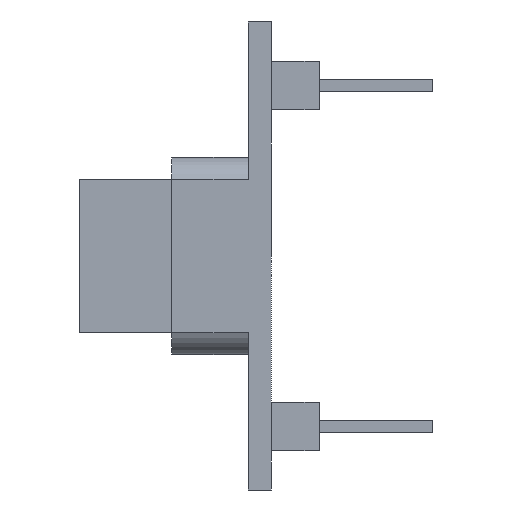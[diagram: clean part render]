
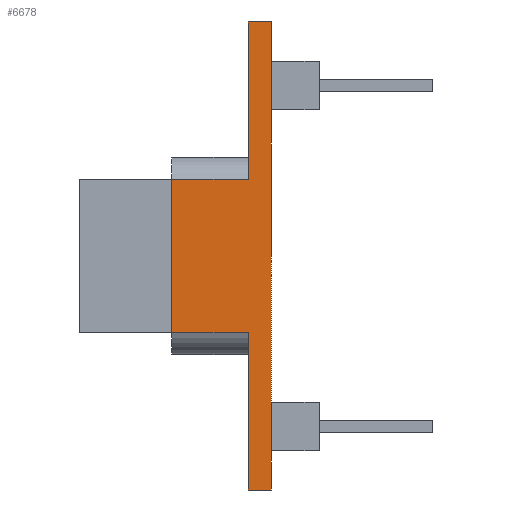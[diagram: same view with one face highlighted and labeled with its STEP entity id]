
A CAD part, left-side view. The second image highlights one B-rep face of the part: STEP entity #6678.
In plain terms, the highlighted planar face has unit normal (-1, 0, 0).
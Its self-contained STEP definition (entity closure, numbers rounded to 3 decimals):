
#38 = DIRECTION ( 'NONE',  ( 1., 0., 0. ) ) ;
#168 = DIRECTION ( 'NONE',  ( 0., 0., 1. ) ) ;
#228 = AXIS2_PLACEMENT_3D ( 'NONE', #4350, #38, #2299 ) ;
#278 = VECTOR ( 'NONE', #7998, 1000. ) ;
#368 = CARTESIAN_POINT ( 'NONE',  ( -28.5, 1.2, 12.2 ) ) ;
#412 = DIRECTION ( 'NONE',  ( 0., 0., 1. ) ) ;
#441 = EDGE_CURVE ( 'NONE', #9187, #2431, #7202, .T. ) ;
#473 = ORIENTED_EDGE ( 'NONE', *, *, #2284, .F. ) ;
#598 = CARTESIAN_POINT ( 'NONE',  ( -28.5, 5.2, 4. ) ) ;
#949 = CARTESIAN_POINT ( 'NONE',  ( -28.5, 1.2, -12.2 ) ) ;
#1000 = VERTEX_POINT ( 'NONE', #4245 ) ;
#1481 = LINE ( 'NONE', #3202, #5691 ) ;
#1543 = VECTOR ( 'NONE', #5505, 1000. ) ;
#1562 = ORIENTED_EDGE ( 'NONE', *, *, #441, .F. ) ;
#1742 = ORIENTED_EDGE ( 'NONE', *, *, #6321, .F. ) ;
#1783 = DIRECTION ( 'NONE',  ( 0., -1., 0. ) ) ;
#1848 = DIRECTION ( 'NONE',  ( 0., -1., 0. ) ) ;
#1942 = LINE ( 'NONE', #3249, #7925 ) ;
#2013 = DIRECTION ( 'NONE',  ( 0., -1., 0. ) ) ;
#2151 = CARTESIAN_POINT ( 'NONE',  ( -28.5, 1.2, 12.2 ) ) ;
#2284 = EDGE_CURVE ( 'NONE', #5504, #6397, #2705, .T. ) ;
#2299 = DIRECTION ( 'NONE',  ( 0., 0., -1. ) ) ;
#2328 = VECTOR ( 'NONE', #168, 1000. ) ;
#2425 = VECTOR ( 'NONE', #2013, 1000. ) ;
#2431 = VERTEX_POINT ( 'NONE', #8758 ) ;
#2468 = ORIENTED_EDGE ( 'NONE', *, *, #8883, .F. ) ;
#2545 = EDGE_CURVE ( 'NONE', #8958, #9187, #1481, .T. ) ;
#2705 = LINE ( 'NONE', #368, #4162 ) ;
#3001 = ORIENTED_EDGE ( 'NONE', *, *, #9020, .T. ) ;
#3096 = LINE ( 'NONE', #7969, #2328 ) ;
#3125 = CARTESIAN_POINT ( 'NONE',  ( -28.5, 5.2, -4. ) ) ;
#3202 = CARTESIAN_POINT ( 'NONE',  ( -28.5, 5.2, 4. ) ) ;
#3249 = CARTESIAN_POINT ( 'NONE',  ( -28.5, 1.2, -12.2 ) ) ;
#3638 = LINE ( 'NONE', #2151, #278 ) ;
#3843 = EDGE_CURVE ( 'NONE', #1000, #6397, #8672, .T. ) ;
#4162 = VECTOR ( 'NONE', #1783, 1000. ) ;
#4245 = CARTESIAN_POINT ( 'NONE',  ( -28.5, 0., -12.2 ) ) ;
#4350 = CARTESIAN_POINT ( 'NONE',  ( -28.5, 1.2, 12.2 ) ) ;
#4648 = LINE ( 'NONE', #6147, #1543 ) ;
#4665 = CARTESIAN_POINT ( 'NONE',  ( -28.5, 1.2, 12.2 ) ) ;
#5113 = PLANE ( 'NONE',  #228 ) ;
#5352 = CARTESIAN_POINT ( 'NONE',  ( -28.5, 0., 12.2 ) ) ;
#5504 = VERTEX_POINT ( 'NONE', #4665 ) ;
#5505 = DIRECTION ( 'NONE',  ( 0., -1., 0. ) ) ;
#5691 = VECTOR ( 'NONE', #412, 1000. ) ;
#6138 = VECTOR ( 'NONE', #7824, 1000. ) ;
#6147 = CARTESIAN_POINT ( 'NONE',  ( -28.5, 5.2, -4. ) ) ;
#6236 = VERTEX_POINT ( 'NONE', #949 ) ;
#6268 = CARTESIAN_POINT ( 'NONE',  ( -28.5, 5.2, 4. ) ) ;
#6321 = EDGE_CURVE ( 'NONE', #6236, #7836, #3096, .T. ) ;
#6397 = VERTEX_POINT ( 'NONE', #5352 ) ;
#6678 = ADVANCED_FACE ( 'NONE', ( #7079 ), #5113, .F. ) ;
#6708 = EDGE_LOOP ( 'NONE', ( #7116, #473, #2468, #1562, #7142, #6924, #1742, #3001 ) ) ;
#6924 = ORIENTED_EDGE ( 'NONE', *, *, #8606, .T. ) ;
#7049 = CARTESIAN_POINT ( 'NONE',  ( -28.5, 1.2, -4. ) ) ;
#7079 = FACE_OUTER_BOUND ( 'NONE', #6708, .T. ) ;
#7116 = ORIENTED_EDGE ( 'NONE', *, *, #3843, .T. ) ;
#7142 = ORIENTED_EDGE ( 'NONE', *, *, #2545, .F. ) ;
#7202 = LINE ( 'NONE', #6268, #2425 ) ;
#7824 = DIRECTION ( 'NONE',  ( 0., 0., 1. ) ) ;
#7836 = VERTEX_POINT ( 'NONE', #7049 ) ;
#7925 = VECTOR ( 'NONE', #1848, 1000. ) ;
#7969 = CARTESIAN_POINT ( 'NONE',  ( -28.5, 1.2, 12.2 ) ) ;
#7998 = DIRECTION ( 'NONE',  ( 0., 0., 1. ) ) ;
#8424 = CARTESIAN_POINT ( 'NONE',  ( -28.5, 0., 12.2 ) ) ;
#8606 = EDGE_CURVE ( 'NONE', #8958, #7836, #4648, .T. ) ;
#8672 = LINE ( 'NONE', #8424, #6138 ) ;
#8758 = CARTESIAN_POINT ( 'NONE',  ( -28.5, 1.2, 4. ) ) ;
#8883 = EDGE_CURVE ( 'NONE', #2431, #5504, #3638, .T. ) ;
#8958 = VERTEX_POINT ( 'NONE', #3125 ) ;
#9020 = EDGE_CURVE ( 'NONE', #6236, #1000, #1942, .T. ) ;
#9187 = VERTEX_POINT ( 'NONE', #598 ) ;
